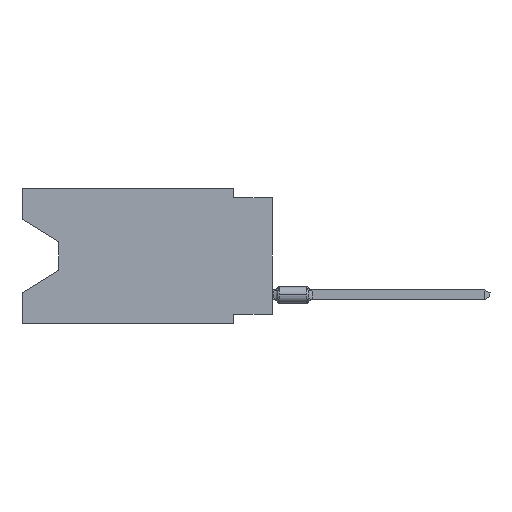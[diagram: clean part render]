
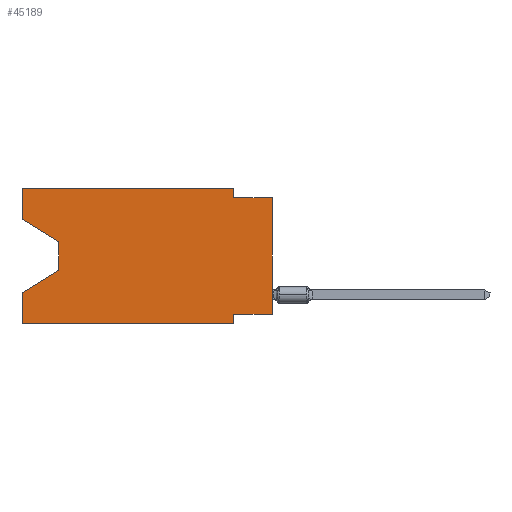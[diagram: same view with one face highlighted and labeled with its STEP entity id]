
A CAD part, left-side view. The second image highlights one B-rep face of the part: STEP entity #45189.
In plain terms, the highlighted planar face has unit normal (-1, 0, 0).
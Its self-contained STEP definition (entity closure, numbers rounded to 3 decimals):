
#1227 = CARTESIAN_POINT ( 'NONE',  ( 0., 16.383, -2.038 ) ) ;
#1523 = VECTOR ( 'NONE', #15236, 1000. ) ;
#1553 = EDGE_CURVE ( 'NONE', #40426, #39589, #48098, .T. ) ;
#2752 = VERTEX_POINT ( 'NONE', #47812 ) ;
#2778 = VECTOR ( 'NONE', #48459, 1000. ) ;
#3281 = VECTOR ( 'NONE', #38206, 1000. ) ;
#3468 = DIRECTION ( 'NONE',  ( 0., 0., -1. ) ) ;
#4171 = LINE ( 'NONE', #20925, #12087 ) ;
#4216 = ORIENTED_EDGE ( 'NONE', *, *, #36323, .T. ) ;
#4504 = LINE ( 'NONE', #20971, #3281 ) ;
#4627 = LINE ( 'NONE', #5163, #24352 ) ;
#5163 = CARTESIAN_POINT ( 'NONE',  ( 0., 16.383, 0. ) ) ;
#5634 = ORIENTED_EDGE ( 'NONE', *, *, #47099, .F. ) ;
#6052 = ORIENTED_EDGE ( 'NONE', *, *, #1553, .T. ) ;
#7216 = VERTEX_POINT ( 'NONE', #28141 ) ;
#7228 = CARTESIAN_POINT ( 'NONE',  ( 0., 16.383, 0. ) ) ;
#7361 = VECTOR ( 'NONE', #36364, 1000. ) ;
#9400 = ORIENTED_EDGE ( 'NONE', *, *, #24497, .F. ) ;
#10432 = VERTEX_POINT ( 'NONE', #48213 ) ;
#10596 = CARTESIAN_POINT ( 'NONE',  ( 0., 16.383, -8.89 ) ) ;
#11028 = CARTESIAN_POINT ( 'NONE',  ( 0., 16.383, 0. ) ) ;
#11273 = VECTOR ( 'NONE', #44221, 1000. ) ;
#11577 = EDGE_LOOP ( 'NONE', ( #20762, #13913, #25625, #17135, #6052, #52448, #12446, #4216, #32496, #9400, #5634, #53330 ) ) ;
#11855 = VECTOR ( 'NONE', #18035, 1000. ) ;
#11878 = DIRECTION ( 'NONE',  ( 0., 0., 1. ) ) ;
#12087 = VECTOR ( 'NONE', #43091, 1000. ) ;
#12446 = ORIENTED_EDGE ( 'NONE', *, *, #12681, .F. ) ;
#12606 = EDGE_CURVE ( 'NONE', #26407, #10432, #32203, .T. ) ;
#12681 = EDGE_CURVE ( 'NONE', #29715, #48010, #4504, .T. ) ;
#13001 = CARTESIAN_POINT ( 'NONE',  ( 0., 13.97, -5.385 ) ) ;
#13843 = DIRECTION ( 'NONE',  ( 0., -1., 0. ) ) ;
#13913 = ORIENTED_EDGE ( 'NONE', *, *, #24059, .T. ) ;
#14458 = LINE ( 'NONE', #44045, #11855 ) ;
#15050 = AXIS2_PLACEMENT_3D ( 'NONE', #52432, #23672, #48849 ) ;
#15236 = DIRECTION ( 'NONE',  ( 0., -0.855, -0.519 ) ) ;
#15394 = CARTESIAN_POINT ( 'NONE',  ( 0., 2.54, -8.89 ) ) ;
#15727 = LINE ( 'NONE', #7228, #24773 ) ;
#16116 = VERTEX_POINT ( 'NONE', #41508 ) ;
#17135 = ORIENTED_EDGE ( 'NONE', *, *, #29405, .F. ) ;
#18035 = DIRECTION ( 'NONE',  ( 0., 0.855, -0.519 ) ) ;
#18237 = CARTESIAN_POINT ( 'NONE',  ( 0., 16.383, -8.89 ) ) ;
#18874 = CARTESIAN_POINT ( 'NONE',  ( 0., 0., -0.635 ) ) ;
#20182 = VECTOR ( 'NONE', #13843, 1000. ) ;
#20762 = ORIENTED_EDGE ( 'NONE', *, *, #12606, .T. ) ;
#20925 = CARTESIAN_POINT ( 'NONE',  ( 0., 0., 0. ) ) ;
#20971 = CARTESIAN_POINT ( 'NONE',  ( 0., 0., -8.255 ) ) ;
#21753 = CARTESIAN_POINT ( 'NONE',  ( 0., 2.54, 0. ) ) ;
#22264 = CARTESIAN_POINT ( 'NONE',  ( 0., 16.383, -6.852 ) ) ;
#22860 = FACE_OUTER_BOUND ( 'NONE', #11577, .T. ) ;
#23672 = DIRECTION ( 'NONE',  ( 1., 0., 0. ) ) ;
#24059 = EDGE_CURVE ( 'NONE', #10432, #36559, #49541, .T. ) ;
#24352 = VECTOR ( 'NONE', #42715, 1000. ) ;
#24497 = EDGE_CURVE ( 'NONE', #2752, #32876, #26679, .T. ) ;
#24773 = VECTOR ( 'NONE', #11878, 1000. ) ;
#25625 = ORIENTED_EDGE ( 'NONE', *, *, #40432, .T. ) ;
#26407 = VERTEX_POINT ( 'NONE', #1227 ) ;
#26679 = LINE ( 'NONE', #21753, #29651 ) ;
#28141 = CARTESIAN_POINT ( 'NONE',  ( 0., 16.383, 0. ) ) ;
#29405 = EDGE_CURVE ( 'NONE', #40426, #50500, #15727, .T. ) ;
#29651 = VECTOR ( 'NONE', #34346, 1000. ) ;
#29715 = VERTEX_POINT ( 'NONE', #32044 ) ;
#31136 = EDGE_CURVE ( 'NONE', #48010, #39589, #37174, .T. ) ;
#31461 = LINE ( 'NONE', #18874, #2778 ) ;
#32044 = CARTESIAN_POINT ( 'NONE',  ( 0., 0., -8.255 ) ) ;
#32203 = LINE ( 'NONE', #35796, #1523 ) ;
#32496 = ORIENTED_EDGE ( 'NONE', *, *, #36949, .F. ) ;
#32876 = VERTEX_POINT ( 'NONE', #41891 ) ;
#34346 = DIRECTION ( 'NONE',  ( 0., 0., -1. ) ) ;
#34730 = VECTOR ( 'NONE', #3468, 1000. ) ;
#35796 = CARTESIAN_POINT ( 'NONE',  ( 0., 16.383, -2.038 ) ) ;
#36323 = EDGE_CURVE ( 'NONE', #29715, #16116, #4171, .T. ) ;
#36364 = DIRECTION ( 'NONE',  ( 0., 0., -1. ) ) ;
#36559 = VERTEX_POINT ( 'NONE', #13001 ) ;
#36949 = EDGE_CURVE ( 'NONE', #32876, #16116, #31461, .T. ) ;
#37174 = LINE ( 'NONE', #44864, #7361 ) ;
#38206 = DIRECTION ( 'NONE',  ( 0., 1., 0. ) ) ;
#39589 = VERTEX_POINT ( 'NONE', #15394 ) ;
#40426 = VERTEX_POINT ( 'NONE', #10596 ) ;
#40432 = EDGE_CURVE ( 'NONE', #36559, #50500, #14458, .T. ) ;
#40620 = PLANE ( 'NONE',  #15050 ) ;
#41508 = CARTESIAN_POINT ( 'NONE',  ( 0., 0., -0.635 ) ) ;
#41891 = CARTESIAN_POINT ( 'NONE',  ( 0., 2.54, -0.635 ) ) ;
#42715 = DIRECTION ( 'NONE',  ( 0., -1., 0. ) ) ;
#43091 = DIRECTION ( 'NONE',  ( 0., 0., 1. ) ) ;
#44045 = CARTESIAN_POINT ( 'NONE',  ( 0., 13.97, -5.385 ) ) ;
#44221 = DIRECTION ( 'NONE',  ( 0., 0., 1. ) ) ;
#44864 = CARTESIAN_POINT ( 'NONE',  ( 0., 2.54, -8.89 ) ) ;
#44953 = CARTESIAN_POINT ( 'NONE',  ( 0., 2.54, -8.255 ) ) ;
#45189 = ADVANCED_FACE ( 'NONE', ( #22860 ), #40620, .F. ) ;
#45409 = CARTESIAN_POINT ( 'NONE',  ( 0., 13.97, -3.505 ) ) ;
#47099 = EDGE_CURVE ( 'NONE', #7216, #2752, #4627, .T. ) ;
#47812 = CARTESIAN_POINT ( 'NONE',  ( 0., 2.54, 0. ) ) ;
#48010 = VERTEX_POINT ( 'NONE', #44953 ) ;
#48098 = LINE ( 'NONE', #18237, #20182 ) ;
#48213 = CARTESIAN_POINT ( 'NONE',  ( 0., 13.97, -3.505 ) ) ;
#48459 = DIRECTION ( 'NONE',  ( 0., -1., 0. ) ) ;
#48849 = DIRECTION ( 'NONE',  ( 0., 0., -1. ) ) ;
#49059 = EDGE_CURVE ( 'NONE', #26407, #7216, #53796, .T. ) ;
#49541 = LINE ( 'NONE', #45409, #34730 ) ;
#50500 = VERTEX_POINT ( 'NONE', #22264 ) ;
#52432 = CARTESIAN_POINT ( 'NONE',  ( 0., 16.383, 0. ) ) ;
#52448 = ORIENTED_EDGE ( 'NONE', *, *, #31136, .F. ) ;
#53330 = ORIENTED_EDGE ( 'NONE', *, *, #49059, .F. ) ;
#53796 = LINE ( 'NONE', #11028, #11273 ) ;
